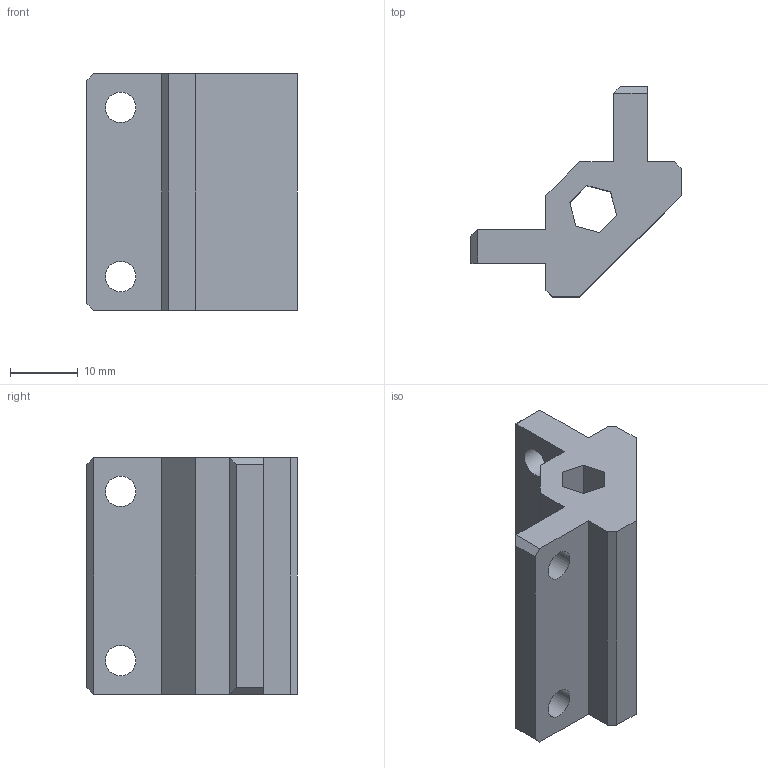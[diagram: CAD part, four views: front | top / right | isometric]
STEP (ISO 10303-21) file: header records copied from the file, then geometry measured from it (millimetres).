
FILE_DESCRIPTION(/* description */ (''),/* implementation_level */ '2;1');
FILE_NAME(/* name */ 'OSM-Mini - Front Right Corner Bracket.step',/* time_stamp */ '2024-06-09T10:19:22-04:00',/* author */ (''),/* organization */ (''),/* preprocessor_version */ 'ST-DEVELOPER v20',/* originating_system */ 'Autodesk Translation Framework v13.14.0.145',/* authorisation */ '');
FILE_SCHEMA (('AUTOMOTIVE_DESIGN { 1 0 10303 214 3 1 1 }'));
Length unit declared in the file: millimetre
Products named in the file (2): Neogeo; Corner post - Standoff
Assembly tree (1 placements, depth 2):
  Neogeo
    Corner post - Standoff
Bounding box: 31.1 x 31.1 x 35 mm (x, y, z)
Volume: 11934.8 mm3; surface area: 5460.7 mm2
Topology: 1 solids, 1 shells, 34 faces, 92 edges, 60 vertices
Faces by surface type: plane 30, cylinder 4
Full cylindrical faces by diameter (mm): 4.5 x4
Entity records: 1132 total; most frequent: CARTESIAN_POINT 189, ORIENTED_EDGE 184, DIRECTION 174, EDGE_CURVE 92, LINE 84, VECTOR 84, VERTEX_POINT 60, AXIS2_PLACEMENT_3D 45
